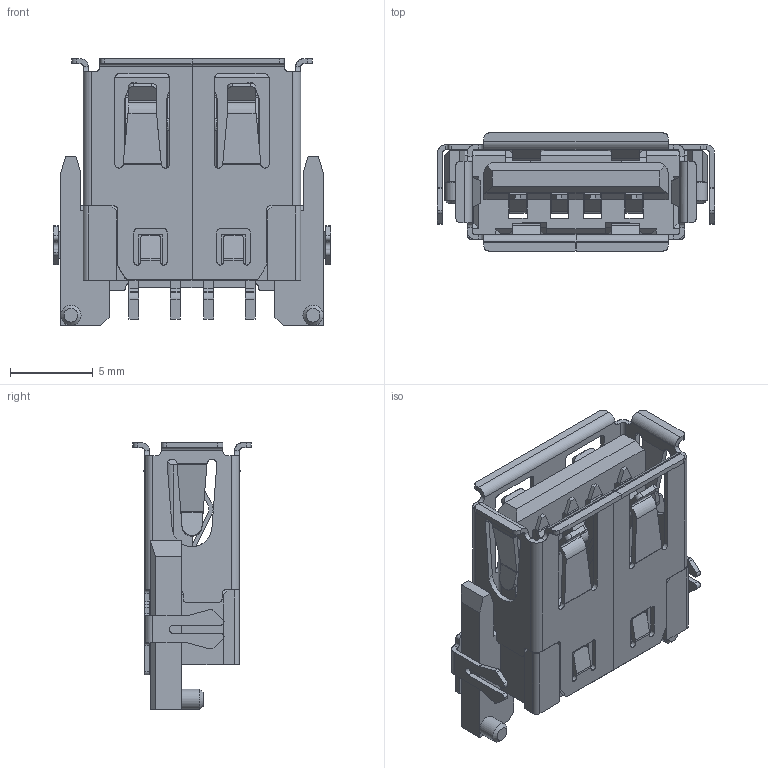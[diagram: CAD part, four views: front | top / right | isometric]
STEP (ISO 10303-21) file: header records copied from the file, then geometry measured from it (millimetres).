
FILE_DESCRIPTION(/* description */ ('STEP AP214'),/* implementation_level */ '2;1');
FILE_NAME(/* name */ 'USB1055-GF-L-A',/* time_stamp */ '2022-12-28T09:07:34+01:00',/* author */ ('License CC BY-ND 4.0'),/* organization */ ('CADENAS'),/* preprocessor_version */ 'ST-DEVELOPER v18.102',/* originating_system */ 'PARTsolutions',/* authorisation */ ' ');
FILE_SCHEMA (('AUTOMOTIVE_DESIGN {1 0 10303 214 3 1 1}'));
Length unit declared in the file: millimetre
Products named in the file (9): USB1055-GF-L-A; USB1055-GF-L-A_PART8; USB1055-GF-L-A_PART7; USB1055-GF-L-A_PART6; USB1055-GF-L-A_PART5; USB1055-GF-L-A_PART4; USB1055-GF-L-A_PART3; USB1055-GF-L-A_PART2; USB1055-GF-L-A_PART1
Assembly tree (8 placements, depth 2):
  USB1055-GF-L-A
    USB1055-GF-L-A_PART8
    USB1055-GF-L-A_PART7
    USB1055-GF-L-A_PART6
    USB1055-GF-L-A_PART5
    USB1055-GF-L-A_PART4
    USB1055-GF-L-A_PART3
    USB1055-GF-L-A_PART2
    USB1055-GF-L-A_PART1
Bounding box: 16.7 x 7.12 x 16.08 mm (x, y, z)
Volume: 421.9 mm3; surface area: 2835.4 mm2
Topology: 5 solids, 93 shells, 1178 faces, 3859 edges, 2648 vertices
Faces by surface type: plane 695, cylinder 465, bspline 16, cone 2
Full cylindrical faces by diameter (mm): 1.22 x2
Entity records: 42752 total; most frequent: CARTESIAN_POINT 11452, ORIENTED_EDGE 6633, DIRECTION 5584, EDGE_CURVE 3843, VERTEX_POINT 2644, AXIS2_PLACEMENT_3D 1976, LINE 1632, VECTOR 1632
